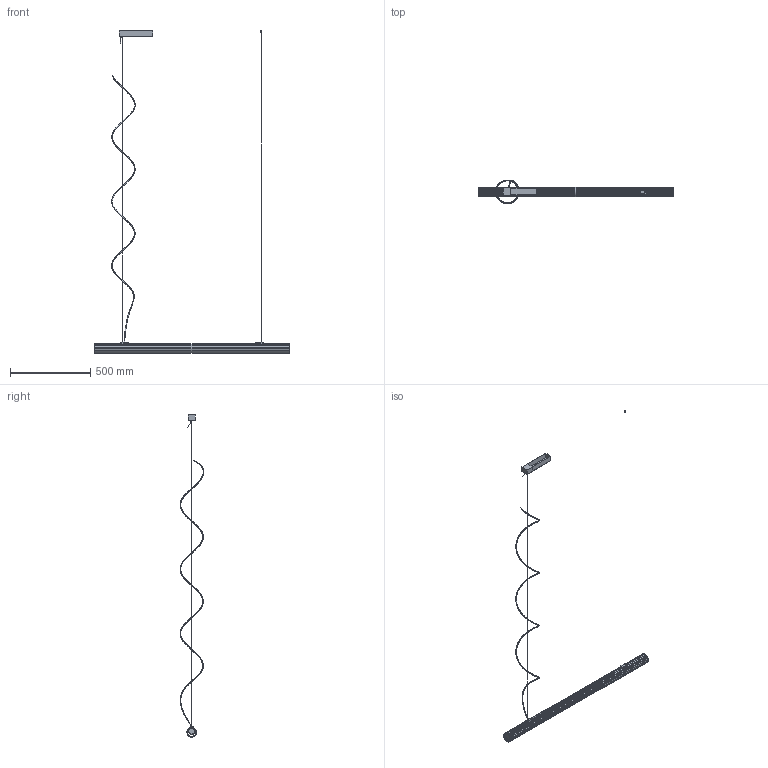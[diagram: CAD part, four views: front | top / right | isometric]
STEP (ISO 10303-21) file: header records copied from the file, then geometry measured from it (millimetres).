
FILE_DESCRIPTION(/* description */ (''),/* implementation_level */ '2;1');
FILE_NAME(/* name */ 'Fayette P0621 v4.step',/* time_stamp */ '2025-08-05T13:20:28+02:00',/* author */ (''),/* organization */ (''),/* preprocessor_version */ 'ST-DEVELOPER v20.1',/* originating_system */ 'Autodesk Translation Framework v14.10.0.0',/* authorisation */ '');
FILE_SCHEMA (('AUTOMOTIVE_DESIGN { 1 0 10303 214 3 1 1 }'));
Length unit declared in the file: millimetre
Products named in the file (1): Fayette P0621
Bounding box: 1210 x 148.68 x 2002.86 mm (x, y, z)
Volume: 1105553.8 mm3; surface area: 832105.8 mm2
Topology: 16 solids, 16 shells, 170 faces, 371 edges, 242 vertices
Faces by surface type: cylinder 92, plane 72, sphere 4, torus 1, bspline 1
Full cylindrical faces by diameter (mm): 1 x6, 3 x1, 4 x1, 4.4 x1, 5 x1, 6 x4, 6.2 x4, 10 x1, 36 x1, 40 x3
Entity records: 12899 total; most frequent: CARTESIAN_POINT 8947, DIRECTION 879, ORIENTED_EDGE 742, EDGE_CURVE 371, AXIS2_PLACEMENT_3D 352, VERTEX_POINT 242, EDGE_LOOP 199, CIRCLE 182
